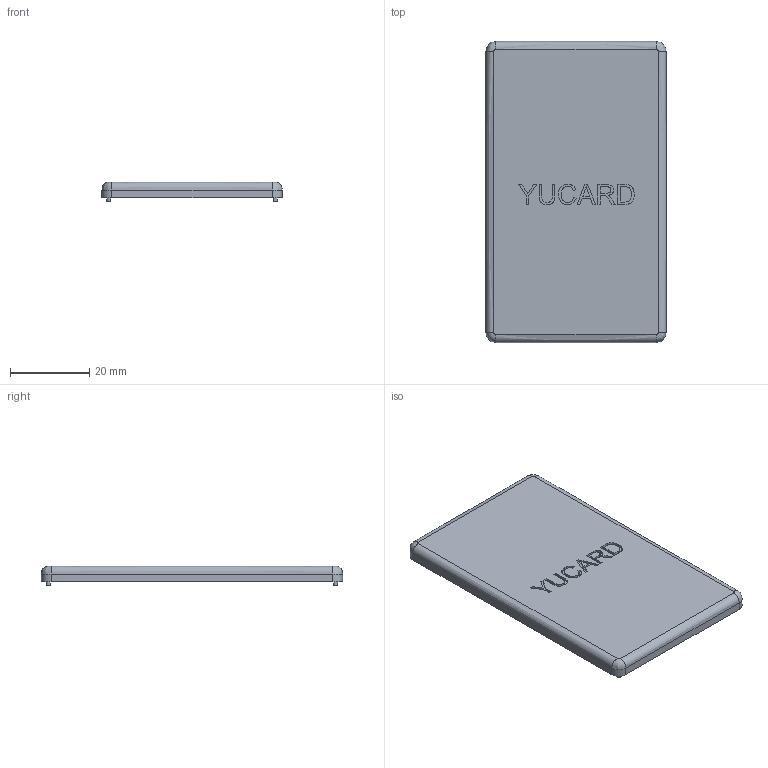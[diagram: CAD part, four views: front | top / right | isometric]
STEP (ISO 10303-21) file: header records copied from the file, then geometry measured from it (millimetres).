
FILE_DESCRIPTION(/* description */ (''),/* implementation_level */ '2;1');
FILE_NAME(/* name */ 'Top.step',/* time_stamp */ '2022-02-12T16:24:42+08:00',/* author */ (''),/* organization */ (''),/* preprocessor_version */ 'ST-DEVELOPER v18.1',/* originating_system */ 'Autodesk Translation Framework v10.13.0.1454',/* authorisation */ '');
FILE_SCHEMA (('AUTOMOTIVE_DESIGN { 1 0 10303 214 3 1 1 }'));
Length unit declared in the file: millimetre
Products named in the file (1): Top
Bounding box: 45.37 x 75.85 x 5 mm (x, y, z)
Volume: 7598.6 mm3; surface area: 8152.2 mm2
Topology: 1 solids, 1 shells, 171 faces, 452 edges, 296 vertices
Faces by surface type: plane 75, bspline 75, cylinder 19, torus 2
Full cylindrical faces by diameter (mm): 1 x4
Entity records: 6479 total; most frequent: CARTESIAN_POINT 2675, ORIENTED_EDGE 904, DIRECTION 546, EDGE_CURVE 452, VERTEX_POINT 296, LINE 268, VECTOR 268, EDGE_LOOP 184
